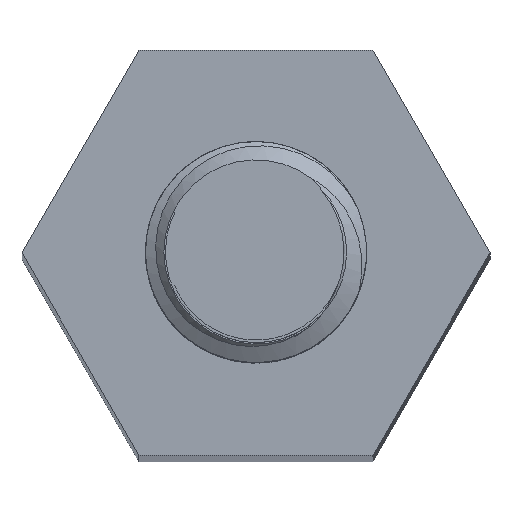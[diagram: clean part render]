
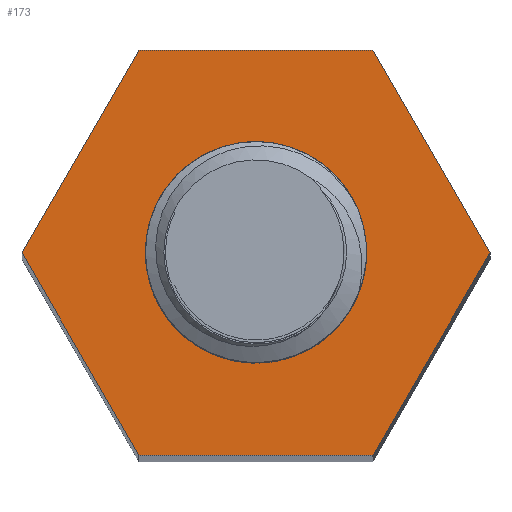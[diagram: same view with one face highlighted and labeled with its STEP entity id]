
A CAD part, top view. The second image highlights one B-rep face of the part: STEP entity #173.
In plain terms, the highlighted planar face has unit normal (0, 0, 1).
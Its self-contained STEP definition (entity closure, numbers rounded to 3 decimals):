
#173=ADVANCED_FACE('',(#11348,#11350),#11352,.T.);
#11348=FACE_BOUND('',#11349,.T.);
#11349=EDGE_LOOP('',(#18675,#18676,#18677,#18678,#18679,#18680));
#11350=FACE_BOUND('',#11351,.T.);
#11351=EDGE_LOOP('',(#18681));
#11352=PLANE('',#11353);
#11353=AXIS2_PLACEMENT_3D('',#11354,#11355,#11356);
#11354=CARTESIAN_POINT('',(0.,0.,50.));
#11355=DIRECTION('',(0.,0.,1.));
#11356=DIRECTION('',(-1.,0.,0.));
#18675=ORIENTED_EDGE('',*,*,#18893,.T.);
#18676=ORIENTED_EDGE('',*,*,#18891,.T.);
#18677=ORIENTED_EDGE('',*,*,#18889,.T.);
#18678=ORIENTED_EDGE('',*,*,#18887,.T.);
#18679=ORIENTED_EDGE('',*,*,#18885,.T.);
#18680=ORIENTED_EDGE('',*,*,#18883,.T.);
#18681=ORIENTED_EDGE('',*,*,#18894,.F.);
#18883=EDGE_CURVE('',#19053,#19051,#19054,.T.);
#18885=EDGE_CURVE('',#19056,#19053,#19057,.T.);
#18887=EDGE_CURVE('',#19059,#19056,#19060,.T.);
#18889=EDGE_CURVE('',#19062,#19059,#19063,.T.);
#18891=EDGE_CURVE('',#19065,#19062,#19066,.T.);
#18893=EDGE_CURVE('',#19051,#19065,#19068,.T.);
#18894=EDGE_CURVE('',#19069,#19069,#19070,.F.);
#19051=VERTEX_POINT('',#22484);
#19053=VERTEX_POINT('',#22488);
#19054=LINE('',#22489,#22490);
#19056=VERTEX_POINT('',#22495);
#19057=LINE('',#22496,#22497);
#19059=VERTEX_POINT('',#22502);
#19060=LINE('',#22503,#22504);
#19062=VERTEX_POINT('',#22509);
#19063=LINE('',#22510,#22511);
#19065=VERTEX_POINT('',#22516);
#19066=LINE('',#22517,#22518);
#19068=LINE('',#22523,#22524);
#19069=VERTEX_POINT('',#22526);
#19070=CIRCLE('',#22527,1.1);
#22484=CARTESIAN_POINT('',(3.175,0.,50.));
#22488=CARTESIAN_POINT('',(1.588,-2.75,50.));
#22489=CARTESIAN_POINT('',(1.588,-2.75,50.));
#22490=VECTOR('',#22491,1.);
#22491=DIRECTION('',(0.5,0.866,0.));
#22495=CARTESIAN_POINT('',(-1.588,-2.75,50.));
#22496=CARTESIAN_POINT('',(-1.588,-2.75,50.));
#22497=VECTOR('',#22498,1.);
#22498=DIRECTION('',(1.,0.,0.));
#22502=CARTESIAN_POINT('',(-3.175,0.,50.));
#22503=CARTESIAN_POINT('',(-3.175,0.,50.));
#22504=VECTOR('',#22505,1.);
#22505=DIRECTION('',(0.5,-0.866,0.));
#22509=CARTESIAN_POINT('',(-1.588,2.75,50.));
#22510=CARTESIAN_POINT('',(-1.588,2.75,50.));
#22511=VECTOR('',#22512,1.);
#22512=DIRECTION('',(-0.5,-0.866,0.));
#22516=CARTESIAN_POINT('',(1.588,2.75,50.));
#22517=CARTESIAN_POINT('',(1.588,2.75,50.));
#22518=VECTOR('',#22519,1.);
#22519=DIRECTION('',(-1.,0.,0.));
#22523=CARTESIAN_POINT('',(3.175,0.,50.));
#22524=VECTOR('',#22525,1.);
#22525=DIRECTION('',(-0.5,0.866,0.));
#22526=CARTESIAN_POINT('',(0.,1.1,50.));
#22527=AXIS2_PLACEMENT_3D('',#22528,#22529,#22530);
#22528=CARTESIAN_POINT('',(0.,0.,50.));
#22529=DIRECTION('',(-0.,-0.,-1.));
#22530=DIRECTION('',(0.,1.,0.));
